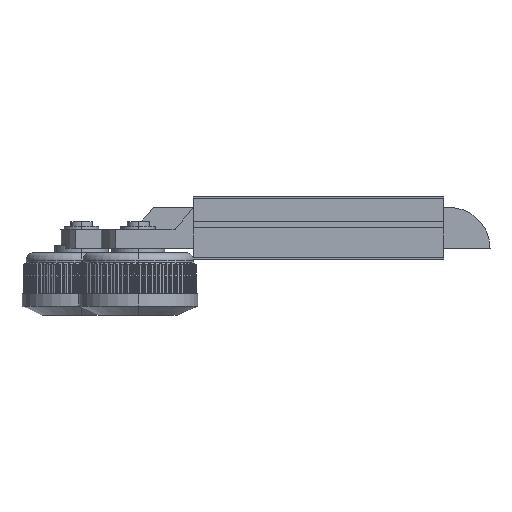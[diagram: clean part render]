
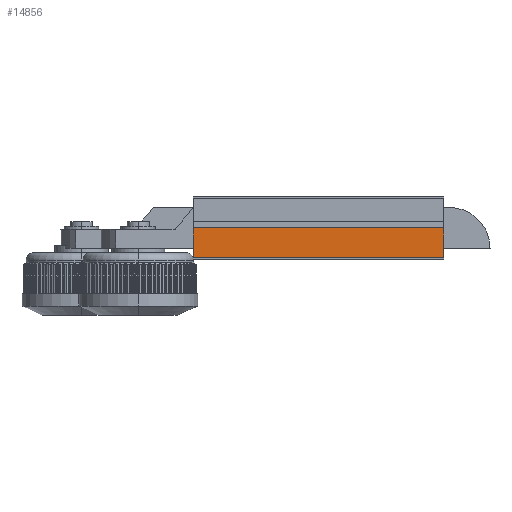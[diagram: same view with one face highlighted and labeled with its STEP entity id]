
A CAD part, left-side view. The second image highlights one B-rep face of the part: STEP entity #14856.
In plain terms, the highlighted planar face has unit normal (-1, 0, 0).
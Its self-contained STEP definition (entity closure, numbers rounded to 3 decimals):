
#1623 = CARTESIAN_POINT ( 'NONE',  ( -14.5, -99.108, -32.5 ) ) ;
#2616 = EDGE_CURVE ( 'NONE', #15992, #26440, #15575, .T. ) ;
#2944 = CARTESIAN_POINT ( 'NONE',  ( -14.5, -99.108, -23. ) ) ;
#3847 = CARTESIAN_POINT ( 'NONE',  ( -14.5, -19.108, -23. ) ) ;
#4509 = LINE ( 'NONE', #6836, #6278 ) ;
#5140 = FACE_OUTER_BOUND ( 'NONE', #17280, .T. ) ;
#5259 = AXIS2_PLACEMENT_3D ( 'NONE', #2944, #18573, #23193 ) ;
#5493 = ORIENTED_EDGE ( 'NONE', *, *, #2616, .F. ) ;
#6278 = VECTOR ( 'NONE', #20569, 1000. ) ;
#6522 = LINE ( 'NONE', #27491, #16381 ) ;
#6526 = CARTESIAN_POINT ( 'NONE',  ( -14.5, -19.108, -32.5 ) ) ;
#6553 = EDGE_CURVE ( 'NONE', #15992, #18896, #13658, .T. ) ;
#6836 = CARTESIAN_POINT ( 'NONE',  ( -14.5, -19.108, -23. ) ) ;
#9892 = ORIENTED_EDGE ( 'NONE', *, *, #6553, .T. ) ;
#13658 = LINE ( 'NONE', #17029, #18935 ) ;
#14856 = ADVANCED_FACE ( 'NONE', ( #5140 ), #23279, .T. ) ;
#15575 = LINE ( 'NONE', #23155, #17366 ) ;
#15992 = VERTEX_POINT ( 'NONE', #22284 ) ;
#16381 = VECTOR ( 'NONE', #22885, 1000. ) ;
#17029 = CARTESIAN_POINT ( 'NONE',  ( -14.5, -99.108, -23. ) ) ;
#17280 = EDGE_LOOP ( 'NONE', ( #5493, #9892, #25715, #28348 ) ) ;
#17366 = VECTOR ( 'NONE', #18532, 1000. ) ;
#18532 = DIRECTION ( 'NONE',  ( 0., 0., -1. ) ) ;
#18573 = DIRECTION ( 'NONE',  ( -1., 0., 0. ) ) ;
#18896 = VERTEX_POINT ( 'NONE', #3847 ) ;
#18935 = VECTOR ( 'NONE', #26232, 1000. ) ;
#19300 = VERTEX_POINT ( 'NONE', #6526 ) ;
#20569 = DIRECTION ( 'NONE',  ( 0., 0., -1. ) ) ;
#22284 = CARTESIAN_POINT ( 'NONE',  ( -14.5, -99.108, -23. ) ) ;
#22885 = DIRECTION ( 'NONE',  ( 0., -1., 0. ) ) ;
#23155 = CARTESIAN_POINT ( 'NONE',  ( -14.5, -99.108, -23. ) ) ;
#23193 = DIRECTION ( 'NONE',  ( 0., 0., -1. ) ) ;
#23279 = PLANE ( 'NONE',  #5259 ) ;
#24672 = EDGE_CURVE ( 'NONE', #19300, #26440, #6522, .T. ) ;
#25715 = ORIENTED_EDGE ( 'NONE', *, *, #27979, .T. ) ;
#26232 = DIRECTION ( 'NONE',  ( 0., 1., 0. ) ) ;
#26440 = VERTEX_POINT ( 'NONE', #1623 ) ;
#27491 = CARTESIAN_POINT ( 'NONE',  ( -14.5, -99.108, -32.5 ) ) ;
#27979 = EDGE_CURVE ( 'NONE', #18896, #19300, #4509, .T. ) ;
#28348 = ORIENTED_EDGE ( 'NONE', *, *, #24672, .T. ) ;
